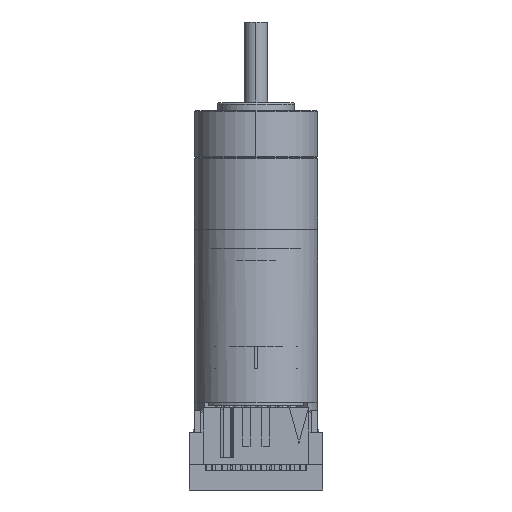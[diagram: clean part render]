
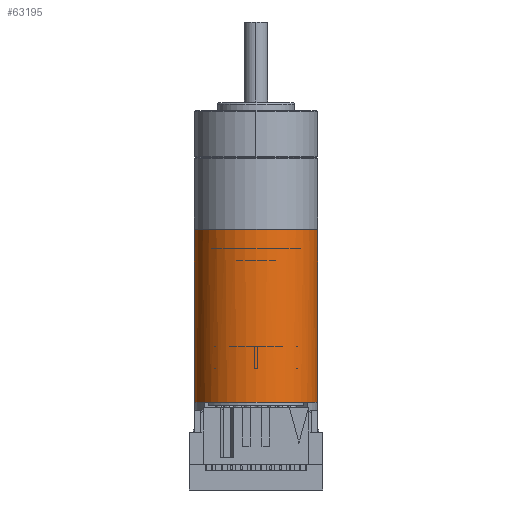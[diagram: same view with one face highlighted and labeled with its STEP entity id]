
A CAD part, front view. The second image highlights one B-rep face of the part: STEP entity #63195.
In plain terms, the highlighted cylindrical face has radius 8 mm (diameter 16 mm), a partial arc.
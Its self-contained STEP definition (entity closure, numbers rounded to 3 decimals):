
#14=CARTESIAN_POINT('',(0.,0.,0.));
#15=DIRECTION('',(0.,0.,1.));
#16=DIRECTION('',(-0.832,-0.554,0.));
#17=AXIS2_PLACEMENT_3D('',#14,#15,#16);
#27008=CARTESIAN_POINT('',(0.,0.,0.));
#27009=DIRECTION('',(0.,0.,-1.));
#27010=DIRECTION('',(-0.832,-0.554,0.));
#27011=AXIS2_PLACEMENT_3D('',#27008,#27009,#27010);
#27013=DIRECTION('',(0.,0.,1.));
#27014=VECTOR('',#27013,22.4);
#27015=CARTESIAN_POINT('',(-8.,0.,0.));
#27016=LINE('',#27015,#27014);
#27017=DIRECTION('',(0.,0.,-1.));
#27018=VECTOR('',#27017,22.4);
#27019=CARTESIAN_POINT('',(8.,0.,22.4));
#27020=LINE('',#27019,#27018);
#27021=CARTESIAN_POINT('',(0.,0.,0.));
#27022=DIRECTION('',(0.,0.,-1.));
#27023=DIRECTION('',(1.,0.,0.));
#27024=AXIS2_PLACEMENT_3D('',#27021,#27022,#27023);
#27026=CARTESIAN_POINT('',(0.,0.,22.4));
#27027=DIRECTION('',(0.,0.,1.));
#27028=DIRECTION('',(-1.,0.,0.));
#27029=AXIS2_PLACEMENT_3D('',#27026,#27027,#27028);
#27699=CARTESIAN_POINT('',(-8.,0.,22.4));
#27700=CARTESIAN_POINT('',(8.,0.,22.4));
#27701=VERTEX_POINT('',#27699);
#27702=VERTEX_POINT('',#27700);
#28686=CARTESIAN_POINT('',(-6.658,-4.435,0.));
#28687=CARTESIAN_POINT('',(-8.,0.,0.));
#28688=VERTEX_POINT('',#28686);
#28689=VERTEX_POINT('',#28687);
#28690=CARTESIAN_POINT('',(8.,0.,0.));
#28691=CARTESIAN_POINT('',(6.658,-4.435,0.));
#28692=VERTEX_POINT('',#28690);
#28693=VERTEX_POINT('',#28691);
#63181=CARTESIAN_POINT('',(0.,0.,0.));
#63182=DIRECTION('',(0.,0.,1.));
#63183=DIRECTION('',(1.,0.,0.));
#63184=AXIS2_PLACEMENT_3D('',#63181,#63182,#63183);
#63185=CYLINDRICAL_SURFACE('',#63184,8.);
#63186=ORIENTED_EDGE('',*,*,#32779,.T.);
#63187=ORIENTED_EDGE('',*,*,#32777,.T.);
#63189=ORIENTED_EDGE('',*,*,#63188,.T.);
#63190=ORIENTED_EDGE('',*,*,#32773,.T.);
#63191=ORIENTED_EDGE('',*,*,#32771,.T.);
#63192=ORIENTED_EDGE('',*,*,#32691,.F.);
#63193=EDGE_LOOP('',(#63186,#63187,#63189,#63190,#63191,#63192));
#63194=FACE_OUTER_BOUND('',#63193,.F.);
#63195=ADVANCED_FACE('',(#63194),#63185,.T.);
#18=CIRCLE('',#17,8.);
#27012=CIRCLE('',#27011,8.);
#27025=CIRCLE('',#27024,8.);
#27030=CIRCLE('',#27029,8.);
#32691=EDGE_CURVE('',#28688,#28693,#18,.T.);
#32771=EDGE_CURVE('',#28692,#28693,#27025,.T.);
#32773=EDGE_CURVE('',#27702,#28692,#27020,.T.);
#32777=EDGE_CURVE('',#28689,#27701,#27016,.T.);
#32779=EDGE_CURVE('',#28688,#28689,#27012,.T.);
#63188=EDGE_CURVE('',#27701,#27702,#27030,.T.);
